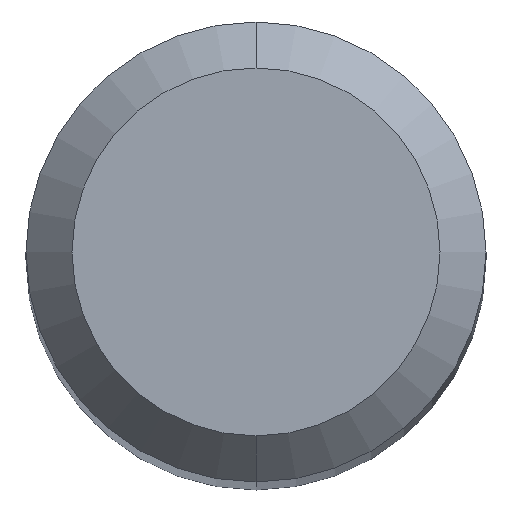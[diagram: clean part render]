
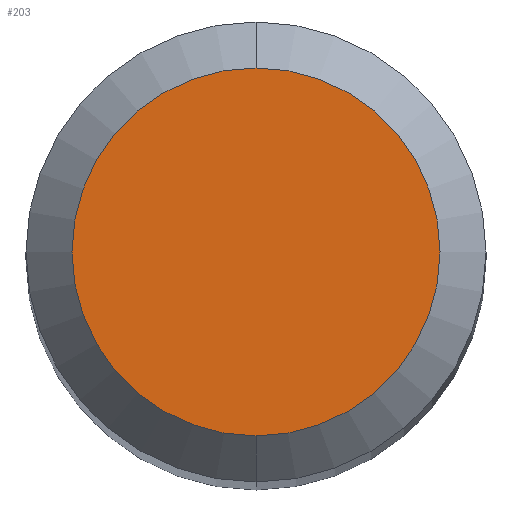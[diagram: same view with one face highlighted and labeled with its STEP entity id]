
A CAD part, top view. The second image highlights one B-rep face of the part: STEP entity #203.
In plain terms, the highlighted planar face has unit normal (0, 0, 1).
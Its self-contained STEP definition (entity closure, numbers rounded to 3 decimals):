
#203=ADVANCED_FACE('',(#513),#514,.T.);
#207=EDGE_CURVE('',#385,#249,#518,.T.);
#249=VERTEX_POINT('',#565);
#267=EDGE_CURVE('',#249,#385,#585,.T.);
#385=VERTEX_POINT('',#716);
#513=FACE_OUTER_BOUND('',#856,.T.);
#514=PLANE('',#857);
#518=CIRCLE('',#864,1.2);
#565=CARTESIAN_POINT('',(0.,-1.2,0.0));
#585=CIRCLE('',#980,1.2);
#716=CARTESIAN_POINT('',(0.0,1.2,0.0));
#856=EDGE_LOOP('',(#1478,#1479));
#857=AXIS2_PLACEMENT_3D('',#1480,#1481,#1482);
#864=AXIS2_PLACEMENT_3D('',#1484,#1485,#1486);
#980=AXIS2_PLACEMENT_3D('',#1569,#1570,#1571);
#1478=ORIENTED_EDGE('',*,*,#207,.F.);
#1479=ORIENTED_EDGE('',*,*,#267,.F.);
#1480=CARTESIAN_POINT('',(0.0,0.6,0.0));
#1481=DIRECTION('',(-0.0,0.0,1.0));
#1482=DIRECTION('',(0.0,-1.0,0.0));
#1484=CARTESIAN_POINT('',(0.0,0.0,0.0));
#1485=DIRECTION('',(0.0,0.0,-1.0));
#1486=DIRECTION('',(0.0,1.0,0.0));
#1569=CARTESIAN_POINT('',(0.0,0.0,0.0));
#1570=DIRECTION('',(0.0,0.0,-1.0));
#1571=DIRECTION('',(0.0,1.0,0.0));
